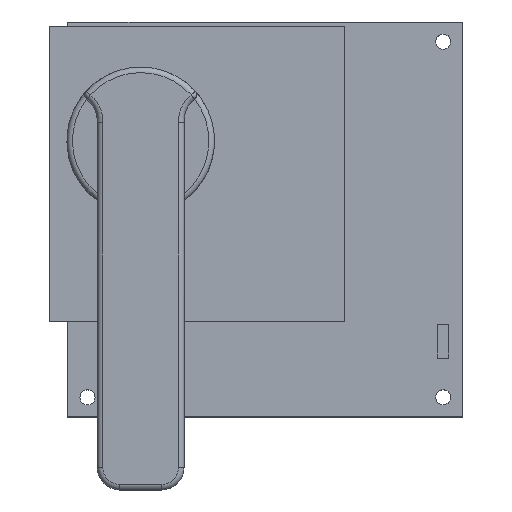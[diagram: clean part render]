
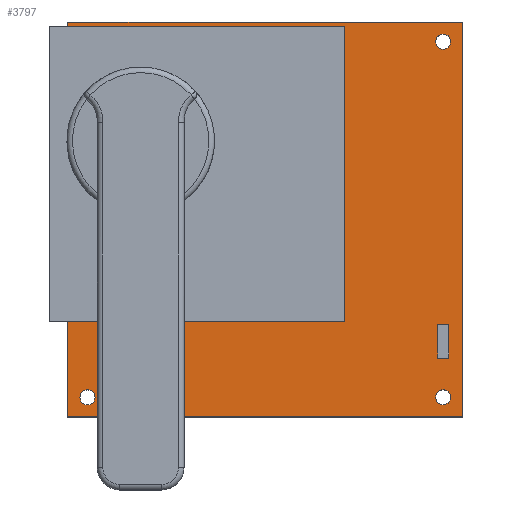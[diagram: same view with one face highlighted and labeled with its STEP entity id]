
A CAD part, top view. The second image highlights one B-rep face of the part: STEP entity #3797.
In plain terms, the highlighted planar face has unit normal (0, 0, 1).
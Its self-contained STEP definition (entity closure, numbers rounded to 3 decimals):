
#52 = ORIENTED_EDGE ( 'NONE', *, *, #2556, .T. ) ;
#66 = LINE ( 'NONE', #3253, #3810 ) ;
#170 = CARTESIAN_POINT ( 'NONE',  ( -21.7, -91., -286.2 ) ) ;
#174 = DIRECTION ( 'NONE',  ( -1., 0., 0. ) ) ;
#180 = EDGE_CURVE ( 'NONE', #3903, #3417, #306, .T. ) ;
#195 = VECTOR ( 'NONE', #1253, 1000. ) ;
#209 = CARTESIAN_POINT ( 'NONE',  ( 105.3, 36., -286.2 ) ) ;
#235 = CARTESIAN_POINT ( 'NONE',  ( 105.3, -91., -286.2 ) ) ;
#251 = DIRECTION ( 'NONE',  ( -1., 0., 0. ) ) ;
#275 = DIRECTION ( 'NONE',  ( 0., 1., 0. ) ) ;
#306 = LINE ( 'NONE', #670, #372 ) ;
#326 = LINE ( 'NONE', #519, #195 ) ;
#372 = VECTOR ( 'NONE', #1943, 1000. ) ;
#414 = ORIENTED_EDGE ( 'NONE', *, *, #1746, .F. ) ;
#426 = VERTEX_POINT ( 'NONE', #209 ) ;
#514 = VERTEX_POINT ( 'NONE', #2206 ) ;
#519 = CARTESIAN_POINT ( 'NONE',  ( -26., -98., -286.2 ) ) ;
#561 = PLANE ( 'NONE',  #2444 ) ;
#670 = CARTESIAN_POINT ( 'NONE',  ( 106., -65., -286.2 ) ) ;
#718 = VERTEX_POINT ( 'NONE', #1463 ) ;
#746 = CARTESIAN_POINT ( 'NONE',  ( 106., -77., -286.2 ) ) ;
#748 = FACE_BOUND ( 'NONE', #1050, .T. ) ;
#792 = CIRCLE ( 'NONE', #2354, 26.5 ) ;
#794 = FACE_BOUND ( 'NONE', #2127, .T. ) ;
#920 = FACE_BOUND ( 'NONE', #2480, .T. ) ;
#923 = ORIENTED_EDGE ( 'NONE', *, *, #1771, .T. ) ;
#930 = ORIENTED_EDGE ( 'NONE', *, *, #1579, .T. ) ;
#948 = DIRECTION ( 'NONE',  ( 0., 0., -1. ) ) ;
#1050 = EDGE_LOOP ( 'NONE', ( #3498 ) ) ;
#1135 = VECTOR ( 'NONE', #3590, 1000. ) ;
#1167 = CARTESIAN_POINT ( 'NONE',  ( -26., -98., -286.2 ) ) ;
#1178 = DIRECTION ( 'NONE',  ( 0., 0., 1. ) ) ;
#1244 = LINE ( 'NONE', #746, #1868 ) ;
#1253 = DIRECTION ( 'NONE',  ( 0., -1., 0. ) ) ;
#1276 = ORIENTED_EDGE ( 'NONE', *, *, #2322, .T. ) ;
#1315 = VERTEX_POINT ( 'NONE', #1770 ) ;
#1365 = DIRECTION ( 'NONE',  ( -1., 0., 0. ) ) ;
#1408 = VERTEX_POINT ( 'NONE', #1996 ) ;
#1463 = CARTESIAN_POINT ( 'NONE',  ( 106., -77., -286.2 ) ) ;
#1522 = ORIENTED_EDGE ( 'NONE', *, *, #2371, .T. ) ;
#1539 = CARTESIAN_POINT ( 'NONE',  ( 106., -65., -286.2 ) ) ;
#1568 = AXIS2_PLACEMENT_3D ( 'NONE', #3581, #1828, #1365 ) ;
#1574 = ORIENTED_EDGE ( 'NONE', *, *, #1921, .T. ) ;
#1575 = DIRECTION ( 'NONE',  ( 0., 1., 0. ) ) ;
#1579 = EDGE_CURVE ( 'NONE', #2705, #2705, #2508, .T. ) ;
#1632 = DIRECTION ( 'NONE',  ( 0., 0., -1. ) ) ;
#1746 = EDGE_CURVE ( 'NONE', #1846, #1969, #792, .T. ) ;
#1760 = LINE ( 'NONE', #3850, #3961 ) ;
#1770 = CARTESIAN_POINT ( 'NONE',  ( 115., -98., -286.2 ) ) ;
#1771 = EDGE_CURVE ( 'NONE', #4066, #1315, #66, .T. ) ;
#1802 = DIRECTION ( 'NONE',  ( -1., 0., 0. ) ) ;
#1816 = CARTESIAN_POINT ( 'NONE',  ( 108., -91., -286.2 ) ) ;
#1828 = DIRECTION ( 'NONE',  ( 0., 0., -1. ) ) ;
#1844 = FACE_OUTER_BOUND ( 'NONE', #2939, .T. ) ;
#1846 = VERTEX_POINT ( 'NONE', #3594 ) ;
#1868 = VECTOR ( 'NONE', #2287, 1000. ) ;
#1872 = VECTOR ( 'NONE', #251, 1000. ) ;
#1898 = AXIS2_PLACEMENT_3D ( 'NONE', #4198, #1952, #3789 ) ;
#1917 = ORIENTED_EDGE ( 'NONE', *, *, #3948, .F. ) ;
#1921 = EDGE_CURVE ( 'NONE', #3180, #3180, #2847, .T. ) ;
#1943 = DIRECTION ( 'NONE',  ( -1., 0., 0. ) ) ;
#1952 = DIRECTION ( 'NONE',  ( 0., 0., -1. ) ) ;
#1956 = CARTESIAN_POINT ( 'NONE',  ( -26., 5.123, -286.2 ) ) ;
#1963 = FACE_BOUND ( 'NONE', #3097, .T. ) ;
#1969 = VERTEX_POINT ( 'NONE', #1956 ) ;
#1996 = CARTESIAN_POINT ( 'NONE',  ( 110., -77., -286.2 ) ) ;
#2006 = EDGE_CURVE ( 'NONE', #426, #426, #2473, .T. ) ;
#2026 = EDGE_CURVE ( 'NONE', #3926, #3926, #2511, .T. ) ;
#2115 = AXIS2_PLACEMENT_3D ( 'NONE', #3848, #2570, #174 ) ;
#2127 = EDGE_LOOP ( 'NONE', ( #1574 ) ) ;
#2129 = CARTESIAN_POINT ( 'NONE',  ( 106., -65., -286.2 ) ) ;
#2158 = EDGE_CURVE ( 'NONE', #1315, #514, #3877, .T. ) ;
#2206 = CARTESIAN_POINT ( 'NONE',  ( 115., 43., -286.2 ) ) ;
#2287 = DIRECTION ( 'NONE',  ( 1., 0., 0. ) ) ;
#2322 = EDGE_CURVE ( 'NONE', #514, #3530, #2333, .T. ) ;
#2333 = LINE ( 'NONE', #2730, #1872 ) ;
#2354 = AXIS2_PLACEMENT_3D ( 'NONE', #3520, #1178, #4131 ) ;
#2367 = LINE ( 'NONE', #1167, #3513 ) ;
#2371 = EDGE_CURVE ( 'NONE', #3530, #1969, #326, .T. ) ;
#2379 = CARTESIAN_POINT ( 'NONE',  ( -16.3, 36., -286.2 ) ) ;
#2444 = AXIS2_PLACEMENT_3D ( 'NONE', #4094, #1632, #1802 ) ;
#2468 = CARTESIAN_POINT ( 'NONE',  ( -26., -98., -286.2 ) ) ;
#2473 = CIRCLE ( 'NONE', #1568, 2.7 ) ;
#2480 = EDGE_LOOP ( 'NONE', ( #2825, #4078, #3788, #1917 ) ) ;
#2508 = CIRCLE ( 'NONE', #2514, 2.7 ) ;
#2511 = CIRCLE ( 'NONE', #2115, 2.7 ) ;
#2514 = AXIS2_PLACEMENT_3D ( 'NONE', #1816, #948, #3201 ) ;
#2556 = EDGE_CURVE ( 'NONE', #1846, #4066, #2367, .T. ) ;
#2570 = DIRECTION ( 'NONE',  ( 0., 0., -1. ) ) ;
#2705 = VERTEX_POINT ( 'NONE', #235 ) ;
#2730 = CARTESIAN_POINT ( 'NONE',  ( -26., 43., -286.2 ) ) ;
#2825 = ORIENTED_EDGE ( 'NONE', *, *, #3126, .F. ) ;
#2847 = CIRCLE ( 'NONE', #1898, 2.7 ) ;
#2939 = EDGE_LOOP ( 'NONE', ( #414, #52, #923, #4194, #1276, #1522 ) ) ;
#3001 = EDGE_CURVE ( 'NONE', #3417, #718, #4012, .T. ) ;
#3097 = EDGE_LOOP ( 'NONE', ( #930 ) ) ;
#3126 = EDGE_CURVE ( 'NONE', #718, #1408, #1244, .T. ) ;
#3180 = VERTEX_POINT ( 'NONE', #2379 ) ;
#3201 = DIRECTION ( 'NONE',  ( -1., 0., 0. ) ) ;
#3217 = DIRECTION ( 'NONE',  ( 1., 0., 0. ) ) ;
#3253 = CARTESIAN_POINT ( 'NONE',  ( -26., -98., -286.2 ) ) ;
#3417 = VERTEX_POINT ( 'NONE', #1539 ) ;
#3498 = ORIENTED_EDGE ( 'NONE', *, *, #2026, .T. ) ;
#3513 = VECTOR ( 'NONE', #4103, 1000. ) ;
#3520 = CARTESIAN_POINT ( 'NONE',  ( 0., 0., -286.2 ) ) ;
#3530 = VERTEX_POINT ( 'NONE', #4030 ) ;
#3581 = CARTESIAN_POINT ( 'NONE',  ( 108., 36., -286.2 ) ) ;
#3590 = DIRECTION ( 'NONE',  ( 0., -1., 0. ) ) ;
#3594 = CARTESIAN_POINT ( 'NONE',  ( -26., -5.123, -286.2 ) ) ;
#3662 = FACE_BOUND ( 'NONE', #3929, .T. ) ;
#3721 = CARTESIAN_POINT ( 'NONE',  ( 115., -98., -286.2 ) ) ;
#3788 = ORIENTED_EDGE ( 'NONE', *, *, #180, .F. ) ;
#3789 = DIRECTION ( 'NONE',  ( 1., 0., 0. ) ) ;
#3797 = ADVANCED_FACE ( 'NONE', ( #920, #1963, #748, #3662, #794, #1844 ), #561, .F. ) ;
#3810 = VECTOR ( 'NONE', #3217, 1000. ) ;
#3848 = CARTESIAN_POINT ( 'NONE',  ( -19., -91., -286.2 ) ) ;
#3850 = CARTESIAN_POINT ( 'NONE',  ( 110., -65., -286.2 ) ) ;
#3877 = LINE ( 'NONE', #3721, #3927 ) ;
#3885 = ORIENTED_EDGE ( 'NONE', *, *, #2006, .T. ) ;
#3903 = VERTEX_POINT ( 'NONE', #4156 ) ;
#3926 = VERTEX_POINT ( 'NONE', #170 ) ;
#3927 = VECTOR ( 'NONE', #275, 1000. ) ;
#3929 = EDGE_LOOP ( 'NONE', ( #3885 ) ) ;
#3948 = EDGE_CURVE ( 'NONE', #1408, #3903, #1760, .T. ) ;
#3961 = VECTOR ( 'NONE', #1575, 1000. ) ;
#4012 = LINE ( 'NONE', #2129, #1135 ) ;
#4030 = CARTESIAN_POINT ( 'NONE',  ( -26., 43., -286.2 ) ) ;
#4066 = VERTEX_POINT ( 'NONE', #2468 ) ;
#4078 = ORIENTED_EDGE ( 'NONE', *, *, #3001, .F. ) ;
#4094 = CARTESIAN_POINT ( 'NONE',  ( -26., -98., -286.2 ) ) ;
#4103 = DIRECTION ( 'NONE',  ( 0., -1., 0. ) ) ;
#4131 = DIRECTION ( 'NONE',  ( 1., 0., 0. ) ) ;
#4156 = CARTESIAN_POINT ( 'NONE',  ( 110., -65., -286.2 ) ) ;
#4194 = ORIENTED_EDGE ( 'NONE', *, *, #2158, .T. ) ;
#4198 = CARTESIAN_POINT ( 'NONE',  ( -19., 36., -286.2 ) ) ;
